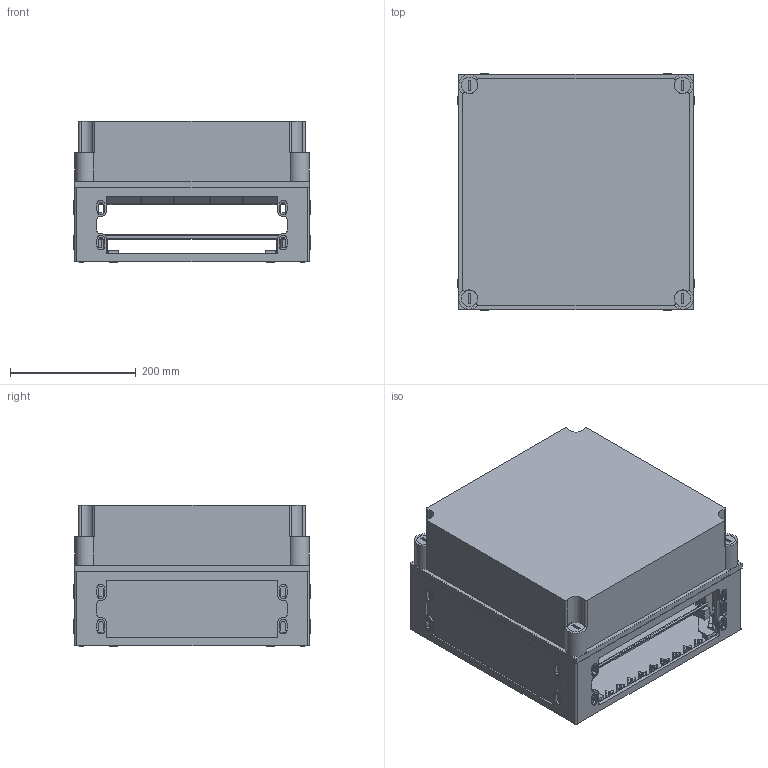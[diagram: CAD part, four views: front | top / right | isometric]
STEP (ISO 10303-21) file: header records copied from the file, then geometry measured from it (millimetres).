
FILE_DESCRIPTION( ( 'STEP AP214' ), '1' );
FILE_NAME( 'av_i44_200.stp', '2021-07-13T10:13:09', ( 'License CC BY-ND 4.0' ), ( 'CADENAS' ), ' ', 'PARTsolutions', ' ' );
FILE_SCHEMA( ( 'AUTOMOTIVE_DESIGN { 1 0 10303 214 1 1 1 1 }' ) );
Length unit declared in the file: millimetre
Products named in the file (5): 062192; _067269_P; _076528_P; _004985_P1; _004985_P1_2
Assembly tree (4 placements, depth 2):
  062192
    _067269_P
    _076528_P
    _004985_P1
    _004985_P1_2
Bounding box: 375 x 375 x 225 mm (x, y, z)
Volume: 2854915.2 mm3; surface area: 1605654.4 mm2
Topology: 4 solids, 4 shells, 2348 faces, 6367 edges, 4227 vertices
Faces by surface type: plane 1698, cylinder 638, sphere 8, torus 4
Full cylindrical faces by diameter (mm): 3.85 x52, 4.8 x4, 6 x8, 6.5 x4, 8 x4, 8.094 x6, 9.5 x8, 12 x8, 14.5 x4, 26 x4
Entity records: 91632 total; most frequent: CARTESIAN_POINT 12769, ORIENTED_EDGE 12446, DIRECTION 12308, EDGE_CURVE 6223, LINE 4836, VECTOR 4836, VERTEX_POINT 4197, AXIS2_PLACEMENT_3D 3736
